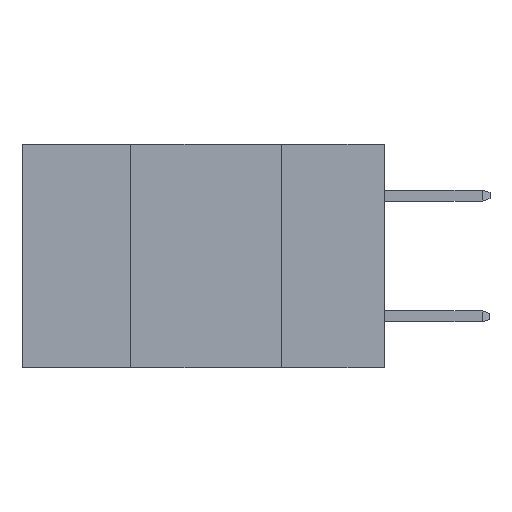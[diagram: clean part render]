
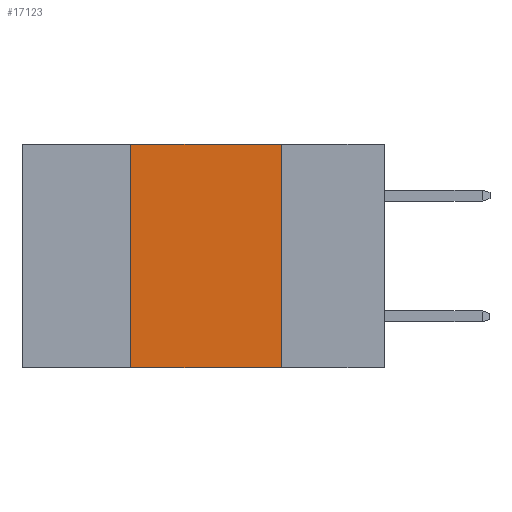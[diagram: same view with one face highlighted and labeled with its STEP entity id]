
A CAD part, left-side view. The second image highlights one B-rep face of the part: STEP entity #17123.
In plain terms, the highlighted planar face has unit normal (-1, 0, 0).
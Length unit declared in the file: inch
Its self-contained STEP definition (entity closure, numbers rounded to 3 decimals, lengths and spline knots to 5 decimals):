
#572 = VECTOR ( 'NONE', #16734, 39.37008 ) ;
#998 = LINE ( 'NONE', #15352, #572 ) ;
#1233 = VECTOR ( 'NONE', #16826, 39.37008 ) ;
#1277 = DIRECTION ( 'NONE',  ( 0., 0., -1. ) ) ;
#2631 = EDGE_CURVE ( 'NONE', #9191, #2742, #5486, .T. ) ;
#2680 = CARTESIAN_POINT ( 'NONE',  ( 0., 0.6, 0. ) ) ;
#2742 = VERTEX_POINT ( 'NONE', #12569 ) ;
#3378 = FACE_OUTER_BOUND ( 'NONE', #11996, .T. ) ;
#3838 = ORIENTED_EDGE ( 'NONE', *, *, #6751, .F. ) ;
#4103 = CARTESIAN_POINT ( 'NONE',  ( 0., 0.17, 0. ) ) ;
#4133 = DIRECTION ( 'NONE',  ( 0., -1., 0. ) ) ;
#5028 = CARTESIAN_POINT ( 'NONE',  ( 0., 0.42, 0. ) ) ;
#5486 = LINE ( 'NONE', #18158, #1233 ) ;
#6398 = VECTOR ( 'NONE', #15579, 39.37008 ) ;
#6751 = EDGE_CURVE ( 'NONE', #13285, #9174, #10573, .T. ) ;
#6832 = LINE ( 'NONE', #4103, #6398 ) ;
#9174 = VERTEX_POINT ( 'NONE', #12477 ) ;
#9191 = VERTEX_POINT ( 'NONE', #18008 ) ;
#9909 = DIRECTION ( 'NONE',  ( 1., 0., 0. ) ) ;
#10573 = LINE ( 'NONE', #2680, #17633 ) ;
#11964 = EDGE_CURVE ( 'NONE', #9174, #2742, #6832, .T. ) ;
#11996 = EDGE_LOOP ( 'NONE', ( #14860, #3838, #15302, #17032 ) ) ;
#12477 = CARTESIAN_POINT ( 'NONE',  ( 0., 0.17, 0. ) ) ;
#12569 = CARTESIAN_POINT ( 'NONE',  ( 0., 0.17, -0.37 ) ) ;
#13285 = VERTEX_POINT ( 'NONE', #5028 ) ;
#14185 = CARTESIAN_POINT ( 'NONE',  ( 0., 0.6, 0. ) ) ;
#14578 = EDGE_CURVE ( 'NONE', #9191, #13285, #998, .T. ) ;
#14860 = ORIENTED_EDGE ( 'NONE', *, *, #11964, .F. ) ;
#15302 = ORIENTED_EDGE ( 'NONE', *, *, #14578, .F. ) ;
#15352 = CARTESIAN_POINT ( 'NONE',  ( 0., 0.42, 0. ) ) ;
#15579 = DIRECTION ( 'NONE',  ( 0., 0., -1. ) ) ;
#16734 = DIRECTION ( 'NONE',  ( 0., 0., 1. ) ) ;
#16826 = DIRECTION ( 'NONE',  ( 0., -1., 0. ) ) ;
#17032 = ORIENTED_EDGE ( 'NONE', *, *, #2631, .T. ) ;
#17123 = ADVANCED_FACE ( 'NONE', ( #3378 ), #18362, .F. ) ;
#17633 = VECTOR ( 'NONE', #4133, 39.37008 ) ;
#18008 = CARTESIAN_POINT ( 'NONE',  ( 0., 0.42, -0.37 ) ) ;
#18158 = CARTESIAN_POINT ( 'NONE',  ( 0., 0.6, -0.37 ) ) ;
#18317 = AXIS2_PLACEMENT_3D ( 'NONE', #14185, #9909, #1277 ) ;
#18362 = PLANE ( 'NONE',  #18317 ) ;
